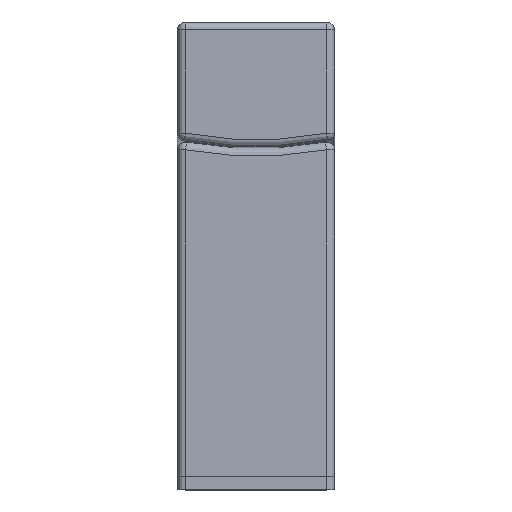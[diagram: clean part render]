
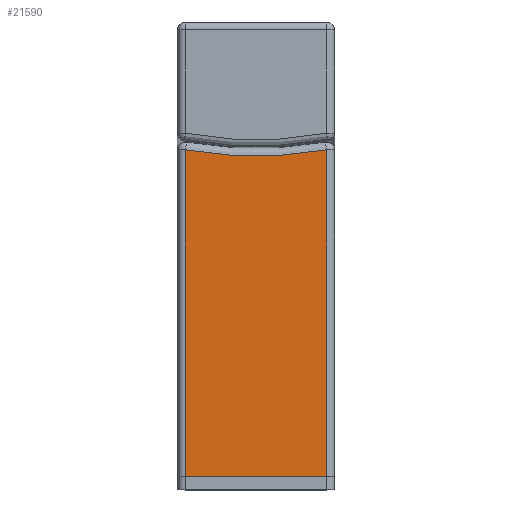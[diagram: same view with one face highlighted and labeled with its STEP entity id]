
A CAD part, top view. The second image highlights one B-rep face of the part: STEP entity #21590.
In plain terms, the highlighted planar face has unit normal (0, 0, 1).
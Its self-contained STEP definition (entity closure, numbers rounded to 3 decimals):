
#17370=CARTESIAN_POINT('',(-9.5,0.,-7.));
#17380=VERTEX_POINT('',#17370);
#17880=CARTESIAN_POINT('',(-0.5,0.,-7.));
#17890=VERTEX_POINT('',#17880);
#17920=CARTESIAN_POINT('',(-5.88,0.,-7.));
#17930=DIRECTION('',(1.,0.,0.));
#17940=VECTOR('',#17930,1.);
#17950=LINE('',#17920,#17940);
#17960=EDGE_CURVE('',#17380,#17890,#17950,.T.);
#21280=CARTESIAN_POINT('',(-11.,10.987,-7.));
#21290=DIRECTION('',(-0.,-0.,-1.));
#21300=DIRECTION('',(0.,-1.,0.));
#21310=AXIS2_PLACEMENT_3D('',#21280,#21290,#21300);
#21320=PLANE('',#21310);
#21330=CARTESIAN_POINT('',(-9.5,-11.694,-7.));
#21340=DIRECTION('',(0.,1.,0.));
#21350=VECTOR('',#21340,1.);
#21360=LINE('',#21330,#21350);
#21370=CARTESIAN_POINT('',(-9.5,-20.795,-7.));
#21380=VERTEX_POINT('',#21370);
#21390=EDGE_CURVE('',#21380,#17380,#21360,.T.);
#21400=ORIENTED_EDGE('',*,*,#21390,.F.);
#21410=ORIENTED_EDGE('',*,*,#17960,.F.);
#21420=CARTESIAN_POINT('',(-0.5,-11.694,-7.));
#21430=DIRECTION('',(0.,-1.,0.));
#21440=VECTOR('',#21430,1.);
#21450=LINE('',#21420,#21440);
#21460=CARTESIAN_POINT('',(-0.5,-20.795,-7.));
#21470=VERTEX_POINT('',#21460);
#21480=EDGE_CURVE('',#17890,#21470,#21450,.T.);
#21490=ORIENTED_EDGE('',*,*,#21480,.F.);
#21500=CARTESIAN_POINT('',(-5.,-45.895,-7.));
#21510=DIRECTION('',(0.,0.,1.));
#21520=DIRECTION('',(1.,0.,0.));
#21530=AXIS2_PLACEMENT_3D('',#21500,#21510,#21520);
#21540=CIRCLE('',#21530,25.5);
#21550=EDGE_CURVE('',#21470,#21380,#21540,.T.);
#21560=ORIENTED_EDGE('',*,*,#21550,.F.);
#21570=EDGE_LOOP('',(#21560,#21490,#21410,#21400));
#21580=FACE_OUTER_BOUND('',#21570,.T.);
#21590=ADVANCED_FACE('',(#21580),#21320,.F.);
